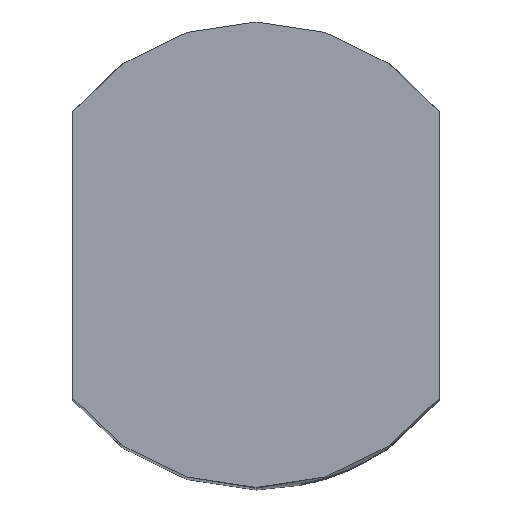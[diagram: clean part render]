
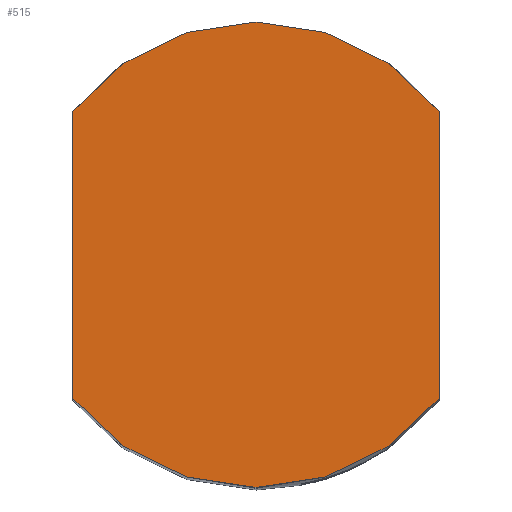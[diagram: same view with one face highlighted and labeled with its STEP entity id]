
A CAD part, top view. The second image highlights one B-rep face of the part: STEP entity #515.
In plain terms, the highlighted planar face has unit normal (0, 0, 1).
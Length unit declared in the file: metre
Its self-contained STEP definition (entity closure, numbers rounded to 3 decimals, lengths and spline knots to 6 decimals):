
#515=ADVANCED_FACE('0:7152',(#1113),#1114,.F.);
#1113=FACE_OUTER_BOUND('',#3311,.T.);
#1114=PLANE('',#3312);
#3311=EDGE_LOOP('',(#5469,#5470,#5471,#5472,#5473,#5474));
#3312=AXIS2_PLACEMENT_3D('',#5475,#5476,#5477);
#5469=ORIENTED_EDGE('',*,*,#6448,.F.);
#5470=ORIENTED_EDGE('',*,*,#6705,.F.);
#5471=ORIENTED_EDGE('',*,*,#6774,.F.);
#5472=ORIENTED_EDGE('',*,*,#6244,.F.);
#5473=ORIENTED_EDGE('',*,*,#6775,.F.);
#5474=ORIENTED_EDGE('',*,*,#6776,.F.);
#5475=CARTESIAN_POINT('',(0.,0.,0.02777));
#5476=DIRECTION('',(0.,0.,-1.0));
#5477=DIRECTION('',(0.,-1.0,0.));
#6244=EDGE_CURVE('0:8646',#7058,#7059,#7060,.T.);
#6448=EDGE_CURVE('0:8640',#7399,#7400,#7401,.T.);
#6705=EDGE_CURVE('',#7787,#7399,#7789,.T.);
#6774=EDGE_CURVE('0:7629',#7059,#7787,#7886,.T.);
#6775=EDGE_CURVE('',#7887,#7058,#7888,.T.);
#6776=EDGE_CURVE('0:7647',#7400,#7887,#7889,.T.);
#7058=VERTEX_POINT('',#8339);
#7059=VERTEX_POINT('',#8340);
#7060=LINE('',#8341,#8342);
#7399=VERTEX_POINT('',#9386);
#7400=VERTEX_POINT('',#9387);
#7401=LINE('',#9388,#9389);
#7787=VERTEX_POINT('',#10409);
#7789=CIRCLE('',#10412,0.0286);
#7886=CIRCLE('',#10784,0.0286);
#7887=VERTEX_POINT('',#10785);
#7888=CIRCLE('',#10786,0.0286);
#7889=CIRCLE('',#10787,0.0286);
#8339=CARTESIAN_POINT('',(0.0225,0.017655,0.02777));
#8340=CARTESIAN_POINT('',(0.0225,-0.017655,0.02777));
#8341=CARTESIAN_POINT('',(0.0225,0.017655,0.02777));
#8342=VECTOR('',#11588,0.);
#9386=CARTESIAN_POINT('',(-0.0225,-0.017655,0.02777));
#9387=CARTESIAN_POINT('',(-0.0225,0.017655,0.02777));
#9388=CARTESIAN_POINT('',(-0.0225,0.017655,0.02777));
#9389=VECTOR('',#11806,0.);
#10409=CARTESIAN_POINT('',(0.,-0.0286,0.02777));
#10412=AXIS2_PLACEMENT_3D('',#12100,#12101,#12102);
#10784=AXIS2_PLACEMENT_3D('',#12162,#12163,#12164);
#10785=CARTESIAN_POINT('',(0.,0.0286,0.02777));
#10786=AXIS2_PLACEMENT_3D('',#12165,#12166,#12167);
#10787=AXIS2_PLACEMENT_3D('',#12168,#12169,#12170);
#11588=DIRECTION('',(0.,-1.0,0.));
#11806=DIRECTION('',(0.,1.0,0.));
#12100=CARTESIAN_POINT('',(0.,0.,0.02777));
#12101=DIRECTION('',(0.,0.,-1.0));
#12102=DIRECTION('',(0.,-1.0,0.));
#12162=CARTESIAN_POINT('',(0.,0.,0.02777));
#12163=DIRECTION('',(0.,0.,-1.0));
#12164=DIRECTION('',(0.,-1.0,0.));
#12165=CARTESIAN_POINT('',(0.,0.,0.02777));
#12166=DIRECTION('',(0.,0.,-1.0));
#12167=DIRECTION('',(0.,-1.0,0.));
#12168=CARTESIAN_POINT('',(0.,0.,0.02777));
#12169=DIRECTION('',(0.,0.,-1.0));
#12170=DIRECTION('',(0.,-1.0,0.));
